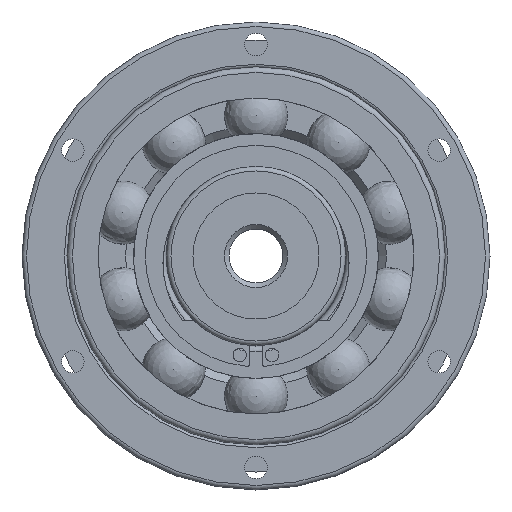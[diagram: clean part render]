
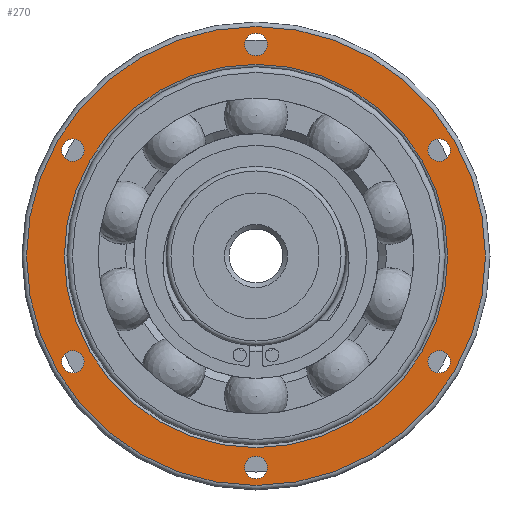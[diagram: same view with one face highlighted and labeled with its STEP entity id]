
A CAD part, left-side view. The second image highlights one B-rep face of the part: STEP entity #270.
In plain terms, the highlighted planar face has unit normal (-1, 0, 0).
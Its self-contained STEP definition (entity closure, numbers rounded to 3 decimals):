
#270 = ADVANCED_FACE( '', ( #728, #729, #730, #731, #732, #733, #734, #735 ), #736, .T. );
#728 = FACE_OUTER_BOUND( '', #1470, .T. );
#729 = FACE_BOUND( '', #1471, .T. );
#730 = FACE_BOUND( '', #1472, .T. );
#731 = FACE_BOUND( '', #1473, .T. );
#732 = FACE_BOUND( '', #1474, .T. );
#733 = FACE_BOUND( '', #1475, .T. );
#734 = FACE_BOUND( '', #1476, .T. );
#735 = FACE_BOUND( '', #1477, .T. );
#736 = PLANE( '', #1478 );
#1470 = EDGE_LOOP( '', ( #2281 ) );
#1471 = EDGE_LOOP( '', ( #2282 ) );
#1472 = EDGE_LOOP( '', ( #2283 ) );
#1473 = EDGE_LOOP( '', ( #2284 ) );
#1474 = EDGE_LOOP( '', ( #2285 ) );
#1475 = EDGE_LOOP( '', ( #2286 ) );
#1476 = EDGE_LOOP( '', ( #2287 ) );
#1477 = EDGE_LOOP( '', ( #2288 ) );
#1478 = AXIS2_PLACEMENT_3D( '', #2289, #2290, #2291 );
#2281 = ORIENTED_EDGE( '', *, *, #4080, .T. );
#2282 = ORIENTED_EDGE( '', *, *, #4103, .T. );
#2283 = ORIENTED_EDGE( '', *, *, #4104, .T. );
#2284 = ORIENTED_EDGE( '', *, *, #4023, .T. );
#2285 = ORIENTED_EDGE( '', *, *, #4105, .T. );
#2286 = ORIENTED_EDGE( '', *, *, #4106, .T. );
#2287 = ORIENTED_EDGE( '', *, *, #4107, .T. );
#2288 = ORIENTED_EDGE( '', *, *, #4108, .F. );
#2289 = CARTESIAN_POINT( '', ( 11.25, 0., 25.5 ) );
#2290 = DIRECTION( '', ( -1., 0., 0. ) );
#2291 = DIRECTION( '', ( 0., 0., 1. ) );
#4023 = EDGE_CURVE( '', #4758, #4758, #4759, .T. );
#4080 = EDGE_CURVE( '', #4859, #4859, #4860, .T. );
#4103 = EDGE_CURVE( '', #4899, #4899, #4900, .T. );
#4104 = EDGE_CURVE( '', #4901, #4901, #4902, .T. );
#4105 = EDGE_CURVE( '', #4903, #4903, #4904, .T. );
#4106 = EDGE_CURVE( '', #4905, #4905, #4906, .T. );
#4107 = EDGE_CURVE( '', #4907, #4907, #4908, .T. );
#4108 = EDGE_CURVE( '', #4909, #4909, #4910, .T. );
#4758 = VERTEX_POINT( '', #5853 );
#4759 = CIRCLE( '', #5854, 1.25 );
#4859 = VERTEX_POINT( '', #6070 );
#4860 = CIRCLE( '', #6071, 25.5 );
#4899 = VERTEX_POINT( '', #6209 );
#4900 = CIRCLE( '', #6210, 1.25 );
#4901 = VERTEX_POINT( '', #6211 );
#4902 = CIRCLE( '', #6212, 1.25 );
#4903 = VERTEX_POINT( '', #6213 );
#4904 = CIRCLE( '', #6214, 1.25 );
#4905 = VERTEX_POINT( '', #6215 );
#4906 = CIRCLE( '', #6216, 1.25 );
#4907 = VERTEX_POINT( '', #6217 );
#4908 = CIRCLE( '', #6218, 1.25 );
#4909 = VERTEX_POINT( '', #6219 );
#4910 = CIRCLE( '', #6220, 21.3 );
#5853 = CARTESIAN_POINT( '', ( 11.25, 0., -22.25 ) );
#5854 = AXIS2_PLACEMENT_3D( '', #8495, #8496, #8497 );
#6070 = CARTESIAN_POINT( '', ( 11.25, 0., 25.5 ) );
#6071 = AXIS2_PLACEMENT_3D( '', #8571, #8572, #8573 );
#6209 = CARTESIAN_POINT( '', ( 11.25, 20.352, 13. ) );
#6210 = AXIS2_PLACEMENT_3D( '', #8607, #8608, #8609 );
#6211 = CARTESIAN_POINT( '', ( 11.25, 20.352, -10.5 ) );
#6212 = AXIS2_PLACEMENT_3D( '', #8610, #8611, #8612 );
#6213 = CARTESIAN_POINT( '', ( 11.25, -20.352, -10.5 ) );
#6214 = AXIS2_PLACEMENT_3D( '', #8613, #8614, #8615 );
#6215 = CARTESIAN_POINT( '', ( 11.25, -20.352, 13. ) );
#6216 = AXIS2_PLACEMENT_3D( '', #8616, #8617, #8618 );
#6217 = CARTESIAN_POINT( '', ( 11.25, 0., 24.75 ) );
#6218 = AXIS2_PLACEMENT_3D( '', #8619, #8620, #8621 );
#6219 = CARTESIAN_POINT( '', ( 11.25, 0., 21.3 ) );
#6220 = AXIS2_PLACEMENT_3D( '', #8622, #8623, #8624 );
#8495 = CARTESIAN_POINT( '', ( 11.25, 0., -23.5 ) );
#8496 = DIRECTION( '', ( 1., 0., 0. ) );
#8497 = DIRECTION( '', ( 0., 0., 1. ) );
#8571 = CARTESIAN_POINT( '', ( 11.25, 0., 0. ) );
#8572 = DIRECTION( '', ( -1., 0., 0. ) );
#8573 = DIRECTION( '', ( 0., 0., 1. ) );
#8607 = CARTESIAN_POINT( '', ( 11.25, 20.352, 11.75 ) );
#8608 = DIRECTION( '', ( 1., 0., 0. ) );
#8609 = DIRECTION( '', ( 0., 0., 1. ) );
#8610 = CARTESIAN_POINT( '', ( 11.25, 20.352, -11.75 ) );
#8611 = DIRECTION( '', ( 1., 0., 0. ) );
#8612 = DIRECTION( '', ( 0., 0., 1. ) );
#8613 = CARTESIAN_POINT( '', ( 11.25, -20.352, -11.75 ) );
#8614 = DIRECTION( '', ( 1., 0., 0. ) );
#8615 = DIRECTION( '', ( 0., 0., 1. ) );
#8616 = CARTESIAN_POINT( '', ( 11.25, -20.352, 11.75 ) );
#8617 = DIRECTION( '', ( 1., 0., 0. ) );
#8618 = DIRECTION( '', ( 0., 0., 1. ) );
#8619 = CARTESIAN_POINT( '', ( 11.25, 0., 23.5 ) );
#8620 = DIRECTION( '', ( 1., 0., 0. ) );
#8621 = DIRECTION( '', ( 0., 0., 1. ) );
#8622 = CARTESIAN_POINT( '', ( 11.25, 0., 0. ) );
#8623 = DIRECTION( '', ( -1., 0., 0. ) );
#8624 = DIRECTION( '', ( 0., 0., 1. ) );
